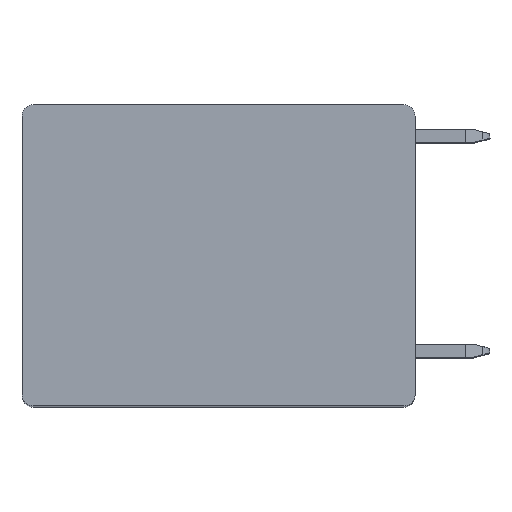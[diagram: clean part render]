
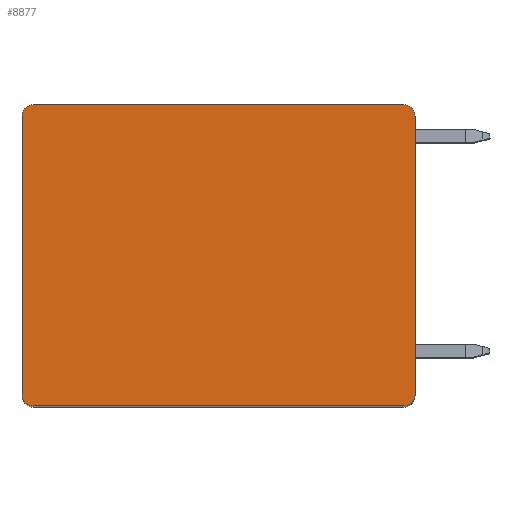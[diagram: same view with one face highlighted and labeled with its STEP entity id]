
A CAD part, top view. The second image highlights one B-rep face of the part: STEP entity #8877.
In plain terms, the highlighted planar face has unit normal (0, 0, 1).
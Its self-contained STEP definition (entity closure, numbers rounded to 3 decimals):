
#2089=CARTESIAN_POINT('',(-11.375,8.55,43.05));
#2090=DIRECTION('',(0.,0.,1.));
#2091=DIRECTION('',(0.,1.,0.));
#2092=AXIS2_PLACEMENT_3D('',#2089,#2090,#2091);
#2094=DIRECTION('',(-1.,0.,0.));
#2095=VECTOR('',#2094,22.75);
#2096=CARTESIAN_POINT('',(11.375,9.25,43.05));
#2097=LINE('',#2096,#2095);
#2098=CARTESIAN_POINT('',(11.375,8.55,43.05));
#2099=DIRECTION('',(0.,0.,1.));
#2100=DIRECTION('',(1.,0.,0.));
#2101=AXIS2_PLACEMENT_3D('',#2098,#2099,#2100);
#2103=DIRECTION('',(0.,1.,0.));
#2104=VECTOR('',#2103,17.1);
#2105=CARTESIAN_POINT('',(12.075,-8.55,43.05));
#2106=LINE('',#2105,#2104);
#2107=CARTESIAN_POINT('',(11.375,-8.55,43.05));
#2108=DIRECTION('',(0.,0.,1.));
#2109=DIRECTION('',(0.,-1.,0.));
#2110=AXIS2_PLACEMENT_3D('',#2107,#2108,#2109);
#2112=DIRECTION('',(1.,0.,0.));
#2113=VECTOR('',#2112,22.75);
#2114=CARTESIAN_POINT('',(-11.375,-9.25,43.05));
#2115=LINE('',#2114,#2113);
#2116=CARTESIAN_POINT('',(-11.375,-8.55,43.05));
#2117=DIRECTION('',(0.,0.,1.));
#2118=DIRECTION('',(-1.,0.,0.));
#2119=AXIS2_PLACEMENT_3D('',#2116,#2117,#2118);
#2121=DIRECTION('',(0.,-1.,0.));
#2122=VECTOR('',#2121,17.1);
#2123=CARTESIAN_POINT('',(-12.075,8.55,43.05));
#2124=LINE('',#2123,#2122);
#5043=CARTESIAN_POINT('',(-11.375,9.25,43.05));
#5044=CARTESIAN_POINT('',(-12.075,8.55,43.05));
#5045=VERTEX_POINT('',#5043);
#5046=VERTEX_POINT('',#5044);
#5051=CARTESIAN_POINT('',(12.075,8.55,43.05));
#5052=VERTEX_POINT('',#5051);
#5053=CARTESIAN_POINT('',(11.375,9.25,43.05));
#5054=VERTEX_POINT('',#5053);
#5059=CARTESIAN_POINT('',(11.375,-9.25,43.05));
#5060=VERTEX_POINT('',#5059);
#5061=CARTESIAN_POINT('',(12.075,-8.55,43.05));
#5062=VERTEX_POINT('',#5061);
#5067=CARTESIAN_POINT('',(-12.075,-8.55,43.05));
#5068=VERTEX_POINT('',#5067);
#5069=CARTESIAN_POINT('',(-11.375,-9.25,43.05));
#5070=VERTEX_POINT('',#5069);
#8862=CARTESIAN_POINT('',(0.,0.,43.05));
#8863=DIRECTION('',(0.,0.,1.));
#8864=DIRECTION('',(1.,0.,0.));
#8865=AXIS2_PLACEMENT_3D('',#8862,#8863,#8864);
#8866=PLANE('',#8865);
#8867=ORIENTED_EDGE('',*,*,#6232,.F.);
#8868=ORIENTED_EDGE('',*,*,#6594,.F.);
#8869=ORIENTED_EDGE('',*,*,#7743,.F.);
#8870=ORIENTED_EDGE('',*,*,#7758,.F.);
#8871=ORIENTED_EDGE('',*,*,#8647,.F.);
#8872=ORIENTED_EDGE('',*,*,#8662,.F.);
#8873=ORIENTED_EDGE('',*,*,#8675,.F.);
#8874=ORIENTED_EDGE('',*,*,#8687,.F.);
#8875=EDGE_LOOP('',(#8867,#8868,#8869,#8870,#8871,#8872,#8873,#8874));
#8876=FACE_OUTER_BOUND('',#8875,.F.);
#2093=CIRCLE('',#2092,0.7);
#2102=CIRCLE('',#2101,0.7);
#2111=CIRCLE('',#2110,0.7);
#2120=CIRCLE('',#2119,0.7);
#6232=EDGE_CURVE('',#5045,#5046,#2093,.T.);
#6594=EDGE_CURVE('',#5054,#5045,#2097,.T.);
#7743=EDGE_CURVE('',#5052,#5054,#2102,.T.);
#7758=EDGE_CURVE('',#5062,#5052,#2106,.T.);
#8647=EDGE_CURVE('',#5060,#5062,#2111,.T.);
#8662=EDGE_CURVE('',#5070,#5060,#2115,.T.);
#8675=EDGE_CURVE('',#5068,#5070,#2120,.T.);
#8687=EDGE_CURVE('',#5046,#5068,#2124,.T.);
#8877=ADVANCED_FACE('',(#8876),#8866,.T.);
